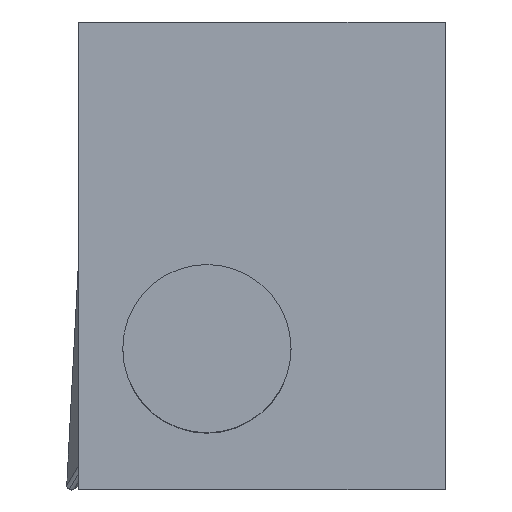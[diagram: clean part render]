
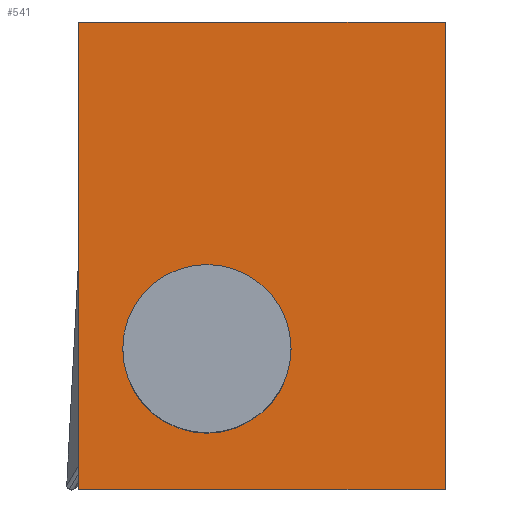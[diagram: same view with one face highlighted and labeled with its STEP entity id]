
A CAD part, top view. The second image highlights one B-rep face of the part: STEP entity #541.
In plain terms, the highlighted planar face has unit normal (0, 0, 1).
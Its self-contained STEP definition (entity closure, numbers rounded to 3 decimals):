
#456=AXIS2_PLACEMENT_3D('Circle Axis2P3D',#454,#455,$) ;
#482=AXIS2_PLACEMENT_3D('Circle Axis2P3D',#480,#481,$) ;
#510=AXIS2_PLACEMENT_3D('Plane Axis2P3D',#507,#508,#509) ;
#414=CARTESIAN_POINT('Line Origine',(1.35,-6.,0.)) ;
#418=CARTESIAN_POINT('Vertex',(9.2,-6.,0.)) ;
#420=CARTESIAN_POINT('Vertex',(-6.5,-6.,0.)) ;
#449=CARTESIAN_POINT('Vertex',(2.6,0.,0.)) ;
#454=CARTESIAN_POINT('Axis2P3D Location',(-1.,0.,0.)) ;
#458=CARTESIAN_POINT('Vertex',(-4.6,0.,0.)) ;
#480=CARTESIAN_POINT('Axis2P3D Location',(-1.,0.,0.)) ;
#507=CARTESIAN_POINT('Axis2P3D Location',(-7.,19.5,0.)) ;
#512=CARTESIAN_POINT('Line Origine',(-6.5,4.,0.)) ;
#516=CARTESIAN_POINT('Vertex',(-6.5,14.,0.)) ;
#519=CARTESIAN_POINT('Line Origine',(9.2,4.,0.)) ;
#523=CARTESIAN_POINT('Vertex',(9.2,14.,0.)) ;
#526=CARTESIAN_POINT('Line Origine',(1.35,14.,0.)) ;
#415=DIRECTION('Vector Direction',(-1.,0.,0.)) ;
#455=DIRECTION('Axis2P3D Direction',(-0.,0.,1.)) ;
#481=DIRECTION('Axis2P3D Direction',(-0.,0.,1.)) ;
#508=DIRECTION('Axis2P3D Direction',(0.,0.,1.)) ;
#509=DIRECTION('Axis2P3D XDirection',(0.,-1.,0.)) ;
#513=DIRECTION('Vector Direction',(0.,-1.,0.)) ;
#520=DIRECTION('Vector Direction',(0.,-1.,0.)) ;
#527=DIRECTION('Vector Direction',(-1.,0.,0.)) ;
#416=VECTOR('Line Direction',#415,1.) ;
#514=VECTOR('Line Direction',#513,1.) ;
#521=VECTOR('Line Direction',#520,1.) ;
#528=VECTOR('Line Direction',#527,1.) ;
#532=ORIENTED_EDGE('',*,*,#518,.T.) ;
#533=ORIENTED_EDGE('',*,*,#422,.F.) ;
#534=ORIENTED_EDGE('',*,*,#525,.T.) ;
#535=ORIENTED_EDGE('',*,*,#530,.F.) ;
#538=ORIENTED_EDGE('',*,*,#460,.F.) ;
#539=ORIENTED_EDGE('',*,*,#484,.F.) ;
#540=FACE_BOUND('',#537,.T.) ;
#541=ADVANCED_FACE('NO CUT',(#536,#540),#511,.T.) ;
#457=CIRCLE('generated circle',#456,3.6) ;
#483=CIRCLE('generated circle',#482,3.6) ;
#422=EDGE_CURVE('',#419,#421,#417,.T.) ;
#460=EDGE_CURVE('',#450,#459,#457,.T.) ;
#484=EDGE_CURVE('',#459,#450,#483,.T.) ;
#518=EDGE_CURVE('',#517,#421,#515,.T.) ;
#525=EDGE_CURVE('',#419,#524,#522,.F.) ;
#530=EDGE_CURVE('',#517,#524,#529,.F.) ;
#531=EDGE_LOOP('',(#532,#533,#534,#535)) ;
#537=EDGE_LOOP('',(#538,#539)) ;
#536=FACE_OUTER_BOUND('',#531,.T.) ;
#417=LINE('Line',#414,#416) ;
#515=LINE('Line',#512,#514) ;
#522=LINE('Line',#519,#521) ;
#529=LINE('Line',#526,#528) ;
#511=PLANE('',#510) ;
#419=VERTEX_POINT('',#418) ;
#421=VERTEX_POINT('',#420) ;
#450=VERTEX_POINT('',#449) ;
#459=VERTEX_POINT('',#458) ;
#517=VERTEX_POINT('',#516) ;
#524=VERTEX_POINT('',#523) ;
